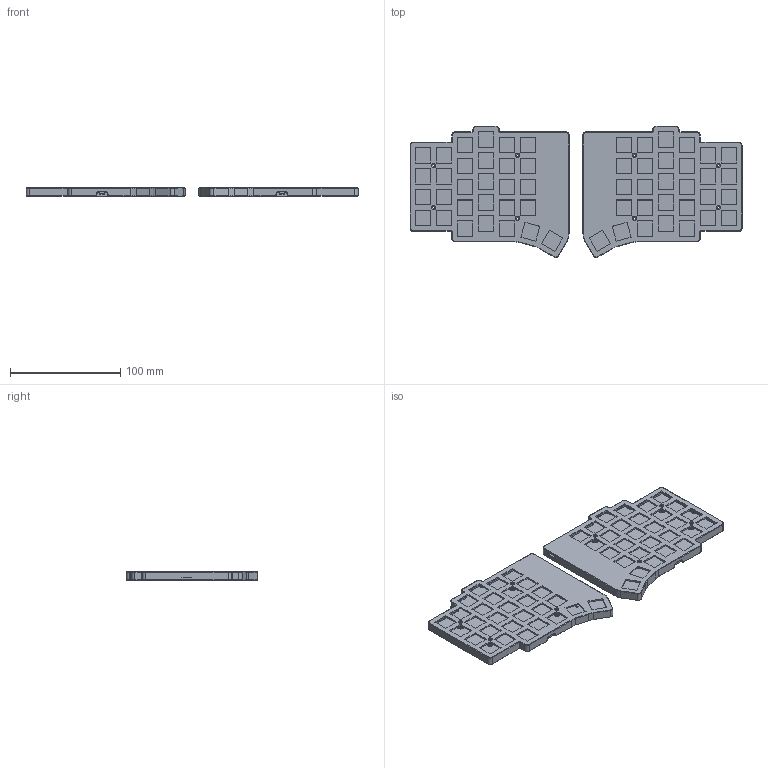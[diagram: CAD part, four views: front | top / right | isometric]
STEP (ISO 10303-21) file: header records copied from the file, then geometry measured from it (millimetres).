
FILE_DESCRIPTION(('FreeCAD Model'),'2;1');
FILE_NAME('Open CASCADE Shape Model','2025-01-13T11:58:39',(''),(''), 'Open CASCADE STEP processor 7.6','FreeCAD','Unknown');
FILE_SCHEMA(('AUTOMOTIVE_DESIGN { 1 0 10303 214 1 1 1 1 }'));
Length unit declared in the file: millimetre
Products named in the file (5): Enclosure_L; Top-Mirrored; Bottom-Mirrored; Top; Bottom
Assembly tree (4 placements, depth 2):
  Enclosure_L
    Top-Mirrored
    Bottom-Mirrored
    Top
    Bottom
Bounding box: 301 x 118.98 x 7.9 mm (x, y, z)
Volume: 93567.4 mm3; surface area: 109370.3 mm2
Topology: 4 solids, 4 shells, 1570 faces, 4196 edges, 2724 vertices
Faces by surface type: plane 950, cylinder 488, cone 108, torus 16, revolution 8
Full cylindrical faces by diameter (mm): 2.2 x16, 3.8 x8, 4.2 x8
Entity records: 49210 total; most frequent: CARTESIAN_POINT 8551, DIRECTION 8482, ORIENTED_EDGE 8392, EDGE_CURVE 4196, LINE 3052, VECTOR 3052, VERTEX_POINT 2724, AXIS2_PLACEMENT_3D 2711
